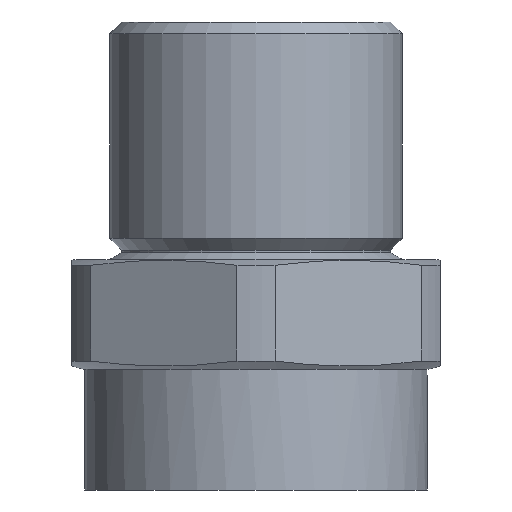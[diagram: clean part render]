
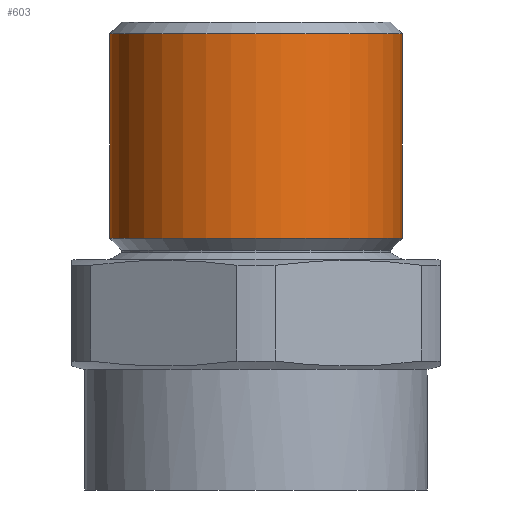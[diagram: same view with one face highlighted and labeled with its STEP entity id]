
A CAD part, front view. The second image highlights one B-rep face of the part: STEP entity #603.
In plain terms, the highlighted cylindrical face has radius 12.5 mm (diameter 25 mm), a full revolution.
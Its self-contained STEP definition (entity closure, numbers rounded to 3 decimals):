
#4 = EDGE_LOOP ( 'NONE', ( #146 ) ) ;
#15 = DIRECTION ( 'NONE',  ( 0., 0., -1. ) ) ;
#16 = CARTESIAN_POINT ( 'NONE',  ( 0., 0., 39. ) ) ;
#19 = DIRECTION ( 'NONE',  ( 0., 0., -1. ) ) ;
#136 = ORIENTED_EDGE ( 'NONE', *, *, #783, .F. ) ;
#146 = ORIENTED_EDGE ( 'NONE', *, *, #280, .T. ) ;
#280 = EDGE_CURVE ( 'NONE', #881, #881, #714, .T. ) ;
#289 = CARTESIAN_POINT ( 'NONE',  ( 0., 0., 21.517 ) ) ;
#298 = CARTESIAN_POINT ( 'NONE',  ( 12.5, 0., 39. ) ) ;
#316 = AXIS2_PLACEMENT_3D ( 'NONE', #289, #15, #640 ) ;
#355 = CIRCLE ( 'NONE', #316, 12.5 ) ;
#387 = CARTESIAN_POINT ( 'NONE',  ( 0., 0., 0. ) ) ;
#456 = DIRECTION ( 'NONE',  ( 0., 0., -1. ) ) ;
#471 = FACE_OUTER_BOUND ( 'NONE', #575, .T. ) ;
#504 = DIRECTION ( 'NONE',  ( 1., 0., 0. ) ) ;
#575 = EDGE_LOOP ( 'NONE', ( #136 ) ) ;
#603 = ADVANCED_FACE ( 'NONE', ( #471, #695 ), #734, .T. ) ;
#607 = DIRECTION ( 'NONE',  ( -1., 0., 0. ) ) ;
#609 = AXIS2_PLACEMENT_3D ( 'NONE', #16, #19, #504 ) ;
#640 = DIRECTION ( 'NONE',  ( 0., 1., 0. ) ) ;
#695 = FACE_OUTER_BOUND ( 'NONE', #4, .T. ) ;
#714 = CIRCLE ( 'NONE', #609, 12.5 ) ;
#734 = CYLINDRICAL_SURFACE ( 'NONE', #792, 12.5 ) ;
#783 = EDGE_CURVE ( 'NONE', #816, #816, #355, .T. ) ;
#792 = AXIS2_PLACEMENT_3D ( 'NONE', #387, #456, #607 ) ;
#816 = VERTEX_POINT ( 'NONE', #861 ) ;
#861 = CARTESIAN_POINT ( 'NONE',  ( 0., 12.5, 21.517 ) ) ;
#881 = VERTEX_POINT ( 'NONE', #298 ) ;
